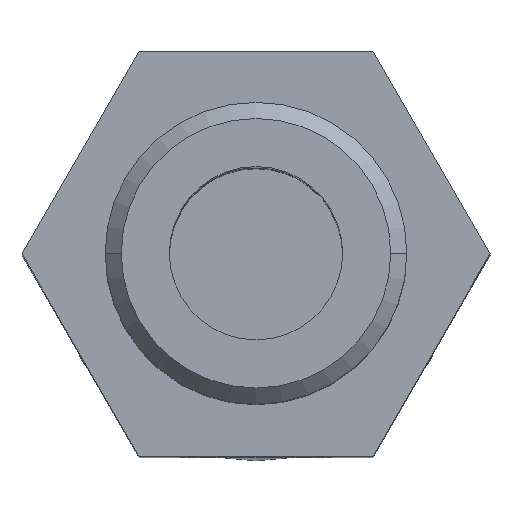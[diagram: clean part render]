
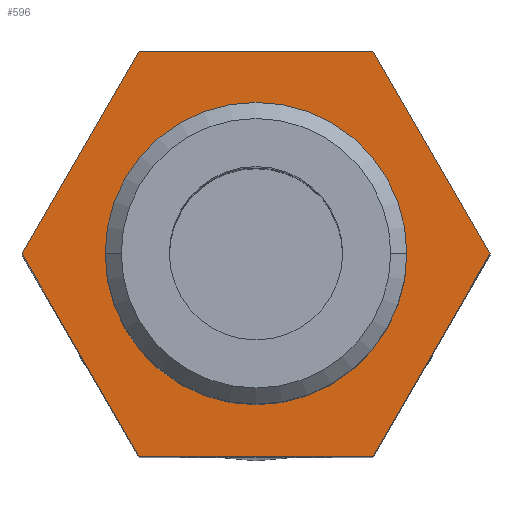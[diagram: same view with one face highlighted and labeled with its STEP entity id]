
A CAD part, top view. The second image highlights one B-rep face of the part: STEP entity #596.
In plain terms, the highlighted planar face has unit normal (0, 0, 1).
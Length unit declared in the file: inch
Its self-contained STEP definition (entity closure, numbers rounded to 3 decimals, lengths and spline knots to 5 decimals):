
#31 = CIRCLE ( 'NONE', #1253, 0.18725 ) ;
#37 = EDGE_LOOP ( 'NONE', ( #697, #400 ) ) ;
#62 = VECTOR ( 'NONE', #1046, 39.37008 ) ;
#64 = VECTOR ( 'NONE', #1149, 39.37008 ) ;
#85 = VERTEX_POINT ( 'NONE', #1206 ) ;
#105 = EDGE_CURVE ( 'NONE', #906, #1033, #678, .T. ) ;
#115 = VECTOR ( 'NONE', #1182, 39.37008 ) ;
#173 = DIRECTION ( 'NONE',  ( 0., 0., 1. ) ) ;
#192 = ORIENTED_EDGE ( 'NONE', *, *, #105, .T. ) ;
#198 = EDGE_CURVE ( 'NONE', #245, #407, #1081, .T. ) ;
#227 = CARTESIAN_POINT ( 'NONE',  ( -0.1452, -0.2515, 4.003 ) ) ;
#238 = VERTEX_POINT ( 'NONE', #1160 ) ;
#245 = VERTEX_POINT ( 'NONE', #1053 ) ;
#260 = CARTESIAN_POINT ( 'NONE',  ( 0.29041, 0., 4.003 ) ) ;
#277 = ORIENTED_EDGE ( 'NONE', *, *, #198, .T. ) ;
#281 = DIRECTION ( 'NONE',  ( 0., 0., 1. ) ) ;
#283 = DIRECTION ( 'NONE',  ( -0.5, -0.866, 0. ) ) ;
#318 = LINE ( 'NONE', #679, #1139 ) ;
#346 = DIRECTION ( 'NONE',  ( 1., 0., 0. ) ) ;
#350 = LINE ( 'NONE', #357, #62 ) ;
#355 = VERTEX_POINT ( 'NONE', #1177 ) ;
#357 = CARTESIAN_POINT ( 'NONE',  ( 0.1452, 0.2515, 4.003 ) ) ;
#360 = EDGE_CURVE ( 'NONE', #1033, #85, #364, .T. ) ;
#364 = LINE ( 'NONE', #775, #115 ) ;
#400 = ORIENTED_EDGE ( 'NONE', *, *, #786, .F. ) ;
#407 = VERTEX_POINT ( 'NONE', #1105 ) ;
#415 = FACE_BOUND ( 'NONE', #37, .T. ) ;
#450 = EDGE_CURVE ( 'NONE', #407, #906, #805, .T. ) ;
#469 = ORIENTED_EDGE ( 'NONE', *, *, #450, .T. ) ;
#537 = VECTOR ( 'NONE', #1215, 39.37008 ) ;
#594 = CARTESIAN_POINT ( 'NONE',  ( 0.1452, -0.2515, 4.003 ) ) ;
#596 = ADVANCED_FACE ( 'NONE', ( #1181, #415 ), #934, .T. ) ;
#611 = CARTESIAN_POINT ( 'NONE',  ( 0.1452, -0.2515, 4.003 ) ) ;
#678 = LINE ( 'NONE', #611, #878 ) ;
#679 = CARTESIAN_POINT ( 'NONE',  ( -0.1452, 0.2515, 4.003 ) ) ;
#692 = EDGE_CURVE ( 'NONE', #85, #355, #350, .T. ) ;
#697 = ORIENTED_EDGE ( 'NONE', *, *, #718, .F. ) ;
#718 = EDGE_CURVE ( 'NONE', #1280, #238, #31, .T. ) ;
#754 = CARTESIAN_POINT ( 'NONE',  ( 0., 0., 4.003 ) ) ;
#769 = ORIENTED_EDGE ( 'NONE', *, *, #360, .T. ) ;
#775 = CARTESIAN_POINT ( 'NONE',  ( 0.29041, 0., 4.003 ) ) ;
#786 = EDGE_CURVE ( 'NONE', #238, #1280, #787, .T. ) ;
#787 = CIRCLE ( 'NONE', #1111, 0.18725 ) ;
#805 = LINE ( 'NONE', #227, #537 ) ;
#829 = ORIENTED_EDGE ( 'NONE', *, *, #1222, .T. ) ;
#831 = CARTESIAN_POINT ( 'NONE',  ( 0.29041, 0., 4.003 ) ) ;
#832 = ORIENTED_EDGE ( 'NONE', *, *, #692, .T. ) ;
#835 = AXIS2_PLACEMENT_3D ( 'NONE', #831, #929, #346 ) ;
#852 = DIRECTION ( 'NONE',  ( 1., 0., 0. ) ) ;
#870 = CARTESIAN_POINT ( 'NONE',  ( 0., 0., 4.003 ) ) ;
#878 = VECTOR ( 'NONE', #1212, 39.37008 ) ;
#886 = CARTESIAN_POINT ( 'NONE',  ( -0.18725, 0., 4.003 ) ) ;
#894 = EDGE_LOOP ( 'NONE', ( #192, #769, #832, #829, #277, #469 ) ) ;
#906 = VERTEX_POINT ( 'NONE', #594 ) ;
#929 = DIRECTION ( 'NONE',  ( 0., 0., 1. ) ) ;
#934 = PLANE ( 'NONE',  #835 ) ;
#971 = DIRECTION ( 'NONE',  ( 1., 0., 0. ) ) ;
#1033 = VERTEX_POINT ( 'NONE', #260 ) ;
#1038 = CARTESIAN_POINT ( 'NONE',  ( -0.29041, 0., 4.003 ) ) ;
#1046 = DIRECTION ( 'NONE',  ( -1., 0., 0. ) ) ;
#1053 = CARTESIAN_POINT ( 'NONE',  ( -0.29041, 0., 4.003 ) ) ;
#1081 = LINE ( 'NONE', #1038, #64 ) ;
#1105 = CARTESIAN_POINT ( 'NONE',  ( -0.1452, -0.2515, 4.003 ) ) ;
#1111 = AXIS2_PLACEMENT_3D ( 'NONE', #870, #281, #971 ) ;
#1139 = VECTOR ( 'NONE', #283, 39.37008 ) ;
#1149 = DIRECTION ( 'NONE',  ( 0.5, -0.866, 0. ) ) ;
#1160 = CARTESIAN_POINT ( 'NONE',  ( 0.18725, 0., 4.003 ) ) ;
#1177 = CARTESIAN_POINT ( 'NONE',  ( -0.1452, 0.2515, 4.003 ) ) ;
#1181 = FACE_OUTER_BOUND ( 'NONE', #894, .T. ) ;
#1182 = DIRECTION ( 'NONE',  ( -0.5, 0.866, 0. ) ) ;
#1206 = CARTESIAN_POINT ( 'NONE',  ( 0.1452, 0.2515, 4.003 ) ) ;
#1212 = DIRECTION ( 'NONE',  ( 0.5, 0.866, 0. ) ) ;
#1215 = DIRECTION ( 'NONE',  ( 1., 0., 0. ) ) ;
#1222 = EDGE_CURVE ( 'NONE', #355, #245, #318, .T. ) ;
#1253 = AXIS2_PLACEMENT_3D ( 'NONE', #754, #173, #852 ) ;
#1280 = VERTEX_POINT ( 'NONE', #886 ) ;
